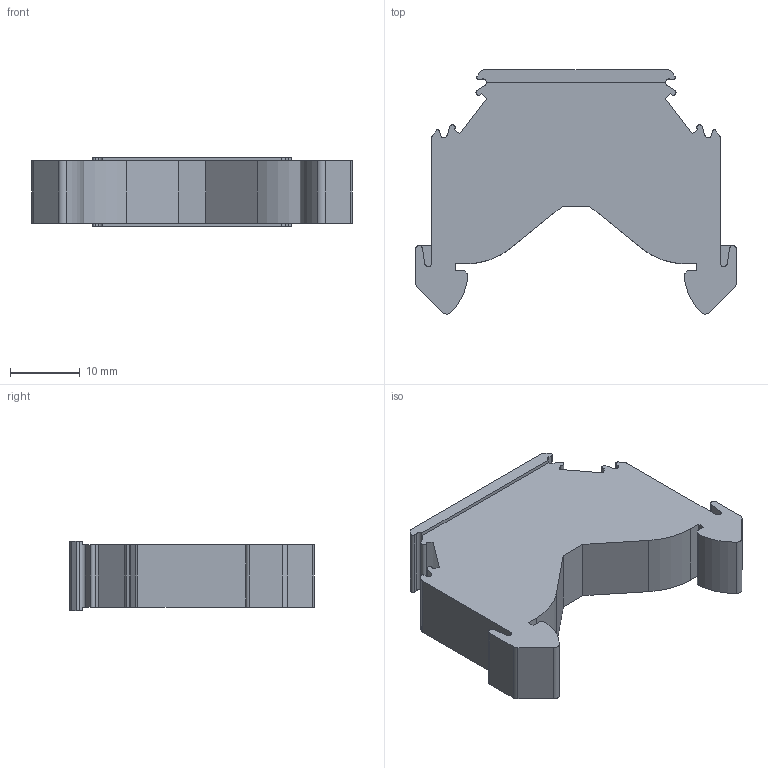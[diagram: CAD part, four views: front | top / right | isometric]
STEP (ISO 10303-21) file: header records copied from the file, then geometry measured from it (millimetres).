
FILE_DESCRIPTION((''),'2;1');
FILE_NAME('UJ1-B','2023-10-24T',('dell'),(''),'PRO/ENGINEER BY PARAMETRIC TECHNOLOGY CORPORATION, 2013230','PRO/ENGINEER BY PARAMETRIC TECHNOLOGY CORPORATION, 2013230','');
FILE_SCHEMA(('AUTOMOTIVE_DESIGN { 1 0 10303 214 1 1 1 1 }'));
Length unit declared in the file: millimetre
Products named in the file (1): UJ1-B
Bounding box: 46 x 35 x 10 mm (x, y, z)
Volume: 9051.8 mm3; surface area: 3815.4 mm2
Topology: 1 solids, 1 shells, 80 faces, 234 edges, 156 vertices
Faces by surface type: plane 50, cylinder 30
Entity records: 2735 total; most frequent: CARTESIAN_POINT 472, ORIENTED_EDGE 468, DIRECTION 460, EDGE_CURVE 234, VECTOR 168, LINE 168, VERTEX_POINT 156, AXIS2_PLACEMENT_3D 146
